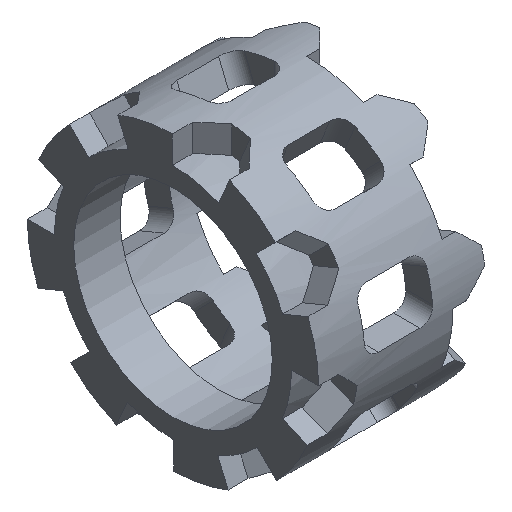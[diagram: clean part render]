
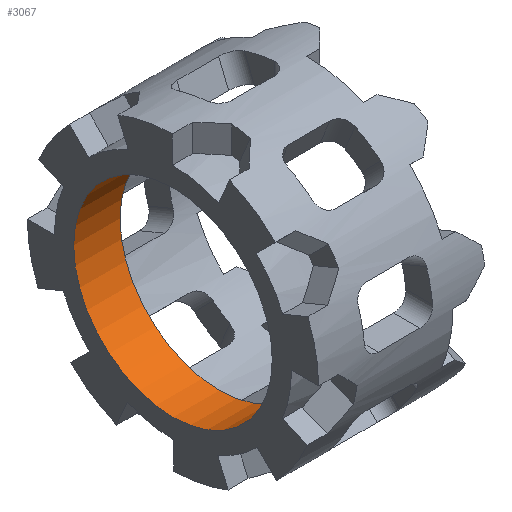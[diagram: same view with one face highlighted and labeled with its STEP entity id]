
A CAD part, isometric view. The second image highlights one B-rep face of the part: STEP entity #3067.
In plain terms, the highlighted cylindrical face has radius 15 mm (diameter 30 mm), a full revolution.
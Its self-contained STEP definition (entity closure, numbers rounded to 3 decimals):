
#147=FACE_OUTER_BOUND('',#305,.T.);
#305=EDGE_LOOP('',(#2195,#2196,#2197,#2198));
#641=CIRCLE('',#3321,15.);
#642=CIRCLE('',#3322,15.);
#743=LINE('',#5081,#1004);
#1004=VECTOR('',#3790,15.);
#1376=VERTEX_POINT('',#5078);
#1377=VERTEX_POINT('',#5080);
#1703=EDGE_CURVE('',#1376,#1376,#641,.T.);
#1704=EDGE_CURVE('',#1376,#1377,#743,.T.);
#1705=EDGE_CURVE('',#1377,#1377,#642,.T.);
#2195=ORIENTED_EDGE('',*,*,#1703,.F.);
#2196=ORIENTED_EDGE('',*,*,#1704,.T.);
#2197=ORIENTED_EDGE('',*,*,#1705,.F.);
#2198=ORIENTED_EDGE('',*,*,#1704,.F.);
#3023=CYLINDRICAL_SURFACE('',#3320,15.);
#3067=ADVANCED_FACE('',(#147),#3023,.F.);
#3320=AXIS2_PLACEMENT_3D('',#5077,#3786,#3787);
#3321=AXIS2_PLACEMENT_3D('',#5079,#3788,#3789);
#3322=AXIS2_PLACEMENT_3D('',#5082,#3791,#3792);
#3786=DIRECTION('center_axis',(1.,0.,0.));
#3787=DIRECTION('ref_axis',(0.,0.,1.));
#3788=DIRECTION('center_axis',(-1.,0.,0.));
#3789=DIRECTION('ref_axis',(0.,0.,1.));
#3790=DIRECTION('',(-1.,0.,0.));
#3791=DIRECTION('center_axis',(1.,0.,0.));
#3792=DIRECTION('ref_axis',(0.,0.,1.));
#5077=CARTESIAN_POINT('Origin',(3.1,-27.,0.));
#5078=CARTESIAN_POINT('',(10.1,-27.,-15.));
#5079=CARTESIAN_POINT('Origin',(10.1,-27.,0.));
#5080=CARTESIAN_POINT('',(3.1,-27.,-15.));
#5081=CARTESIAN_POINT('',(3.1,-27.,-15.));
#5082=CARTESIAN_POINT('Origin',(3.1,-27.,0.));
